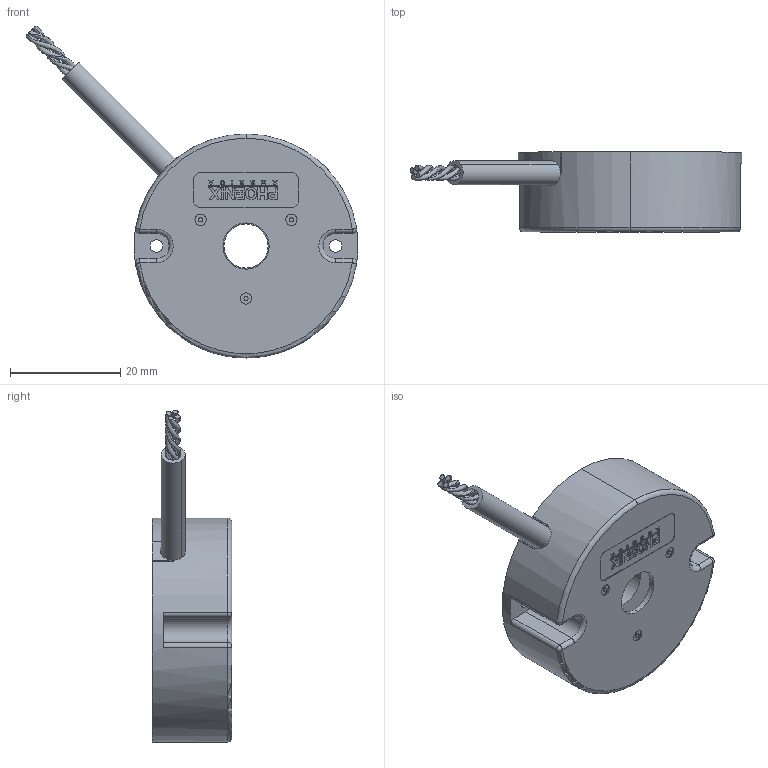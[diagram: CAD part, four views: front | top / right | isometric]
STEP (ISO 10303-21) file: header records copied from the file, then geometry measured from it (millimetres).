
FILE_DESCRIPTION (( 'STEP AP214' ), '1' );
FILE_NAME ('L6-HF-H6 Step File.STEP', '2016-06-09T15:06:33', ( '' ), ( '' ), 'SwSTEP 2.0', 'SolidWorks 2014', '' );
FILE_SCHEMA (( 'AUTOMOTIVE_DESIGN' ));
Length unit declared in the file: inch
Products named in the file (11): 2500 Mag Assembly; 2500M100; 2500SXXX; Wire 4 Cable; 2500 PCB Assembly; iC-MHL200_01; Wire 26AG 6C; 2500 Spacer; 2500E Cover; 2500E Housing; L6-HF-H6 Step File
Assembly tree (10 placements, depth 3):
  L6-HF-H6 Step File
    2500E Housing
    2500E Cover
    2500 Spacer
    Wire 26AG 6C
    2500 PCB Assembly
      iC-MHL200_01
    Wire 4 Cable
    2500 Mag Assembly
      2500SXXX
      2500M100
Bounding box: 60.24 x 14.48 x 60.24 mm (x, y, z)
Volume: 10057.9 mm3; surface area: 14423.5 mm2
Topology: 17 solids, 17 shells, 629 faces, 1576 edges, 1034 vertices
Faces by surface type: plane 352, cylinder 172, bspline 80, torus 15, cone 6, sphere 4
Entity records: 26245 total; most frequent: CARTESIAN_POINT 10059, ORIENTED_EDGE 3140, DIRECTION 2917, EDGE_CURVE 1570, VERTEX_POINT 1034, VECTOR 989, LINE 989, AXIS2_PLACEMENT_3D 964
